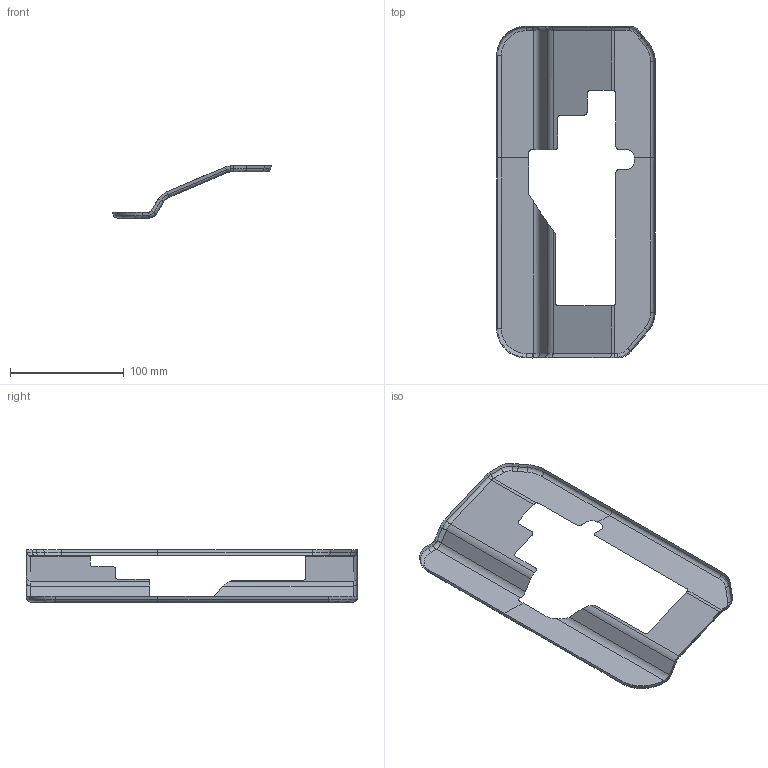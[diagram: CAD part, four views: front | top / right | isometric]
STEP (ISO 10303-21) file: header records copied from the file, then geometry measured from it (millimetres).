
FILE_DESCRIPTION(('CATIA V5 STEP Exchange'),'2;1');
FILE_NAME('Ford_Hood_Brkt_Reinf_001.stp','2015-05-05T19:15:04+00:00',('none'),('none'),'Version 5-6 Release 2012','CATIA V5 STEP AP203','none');
FILE_SCHEMA(('CONFIG_CONTROL_DESIGN'));
Length unit declared in the file: millimetre
Products named in the file (1): Ford_Hood_Brkt_Reinf_001
Bounding box: 139.38 x 291.66 x 45.77 mm (x, y, z)
Surface area: 33993.5 mm2 (no closed solid volume)
Topology: 0 solids, 1 shells, 80 faces, 227 edges, 147 vertices
Faces by surface type: bspline 66, plane 8, cylinder 6
Entity records: 10313 total; most frequent: CARTESIAN_POINT 8847, ORIENTED_EDGE 385, EDGE_CURVE 227, B_SPLINE_CURVE_WITH_KNOTS 192, VERTEX_POINT 147, ADVANCED_FACE 80, EDGE_LOOP 80, FACE_OUTER_BOUND 80
